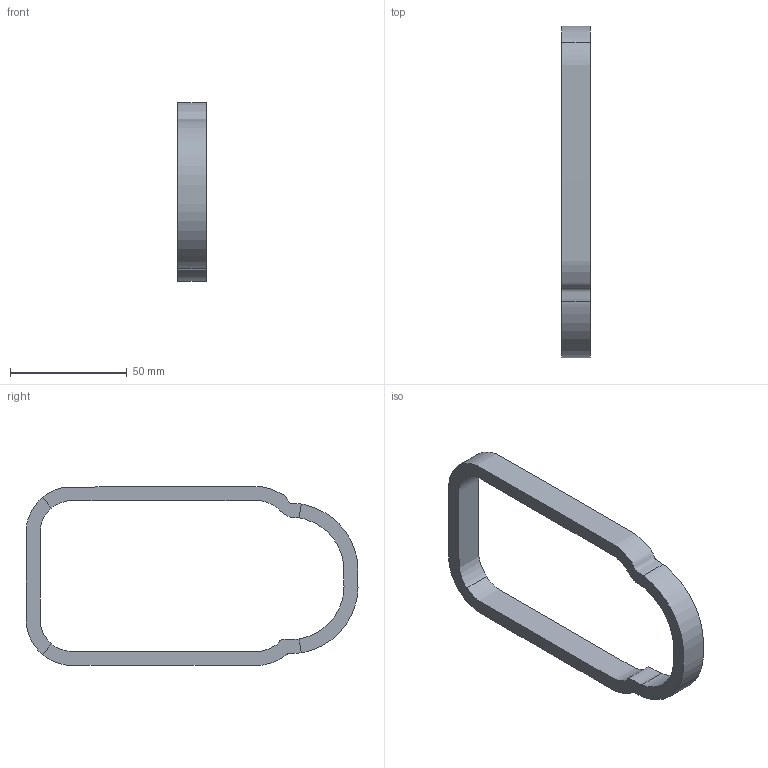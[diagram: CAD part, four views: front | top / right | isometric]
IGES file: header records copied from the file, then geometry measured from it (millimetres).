
Start section: (Edit here a description of the data into the prologue)
Global section: file name: shutter_clear.igs                       ; native system:  SPLINEIGS.EXE Version 1.0 for RAL                                  ; preprocessor:  VER 6.0; author: 68H Tony Richards; organization: Optical Systems Group; date: 68H20010629=YY/MM/DD114749.926=HH/MM/SS.MSEC; units: millimetre
Bounding box: 12 x 141.98 x 76.48 mm (x, y, z)
Surface area: 13239.3 mm2 (no closed solid volume)
Topology: 0 solids, 0 shells, 16 faces, 64 edges, 64 vertices
Faces by surface type: bspline 16
